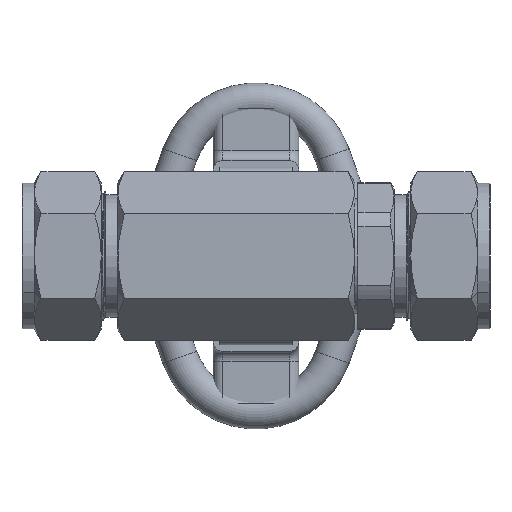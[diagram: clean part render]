
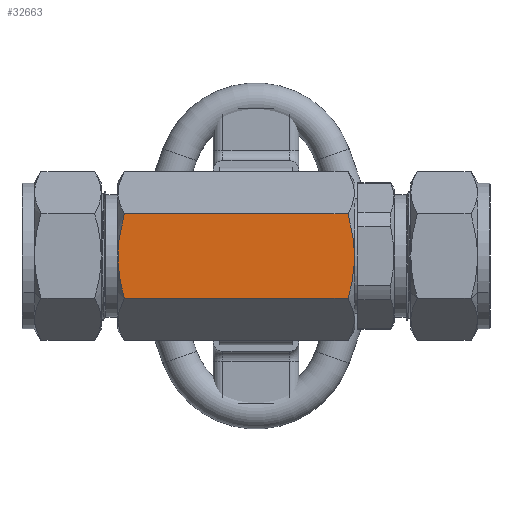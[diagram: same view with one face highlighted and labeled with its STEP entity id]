
A CAD part, front view. The second image highlights one B-rep face of the part: STEP entity #32663.
In plain terms, the highlighted planar face has unit normal (0, -1, 0).
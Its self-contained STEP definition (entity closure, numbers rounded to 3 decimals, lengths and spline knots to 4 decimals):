
#725 = B_SPLINE_CURVE_WITH_KNOTS ( 'NONE', 3,
 ( #4116, #4919, #3241, #3205, #3186, #3146, #3094, #3055, #3036, #2946, #2899, #2858, #2805, #2771 ),
 .UNSPECIFIED., .F., .F.,
 ( 4, 2, 2, 2, 2, 2, 4 ),
 ( 0.0486, 0.0542, 0.057, 0.0598, 0.0653, 0.0681, 0.0709 ),
 .UNSPECIFIED. ) ;
#2236 = CARTESIAN_POINT ( 'NONE',  ( 0.9401, -0.75, -0.433 ) ) ;
#2284 = CARTESIAN_POINT ( 'NONE',  ( 0.9503, -0.75, -0.3978 ) ) ;
#2293 = CARTESIAN_POINT ( 'NONE',  ( 0.9596, -0.75, -0.3622 ) ) ;
#2325 = CARTESIAN_POINT ( 'NONE',  ( 0.9762, -0.75, -0.2903 ) ) ;
#2337 = CARTESIAN_POINT ( 'NONE',  ( 0.9833, -0.75, -0.2542 ) ) ;
#2372 = CARTESIAN_POINT ( 'NONE',  ( 1.0008, -0.75, -0.1458 ) ) ;
#2423 = CARTESIAN_POINT ( 'NONE',  ( 1.0071, -0.75, -0.0731 ) ) ;
#2431 = CARTESIAN_POINT ( 'NONE',  ( 1.0071, -0.75, 0.0367 ) ) ;
#2459 = CARTESIAN_POINT ( 'NONE',  ( 1.0055, -0.75, 0.0735 ) ) ;
#2469 = CARTESIAN_POINT ( 'NONE',  ( 0.9994, -0.75, 0.1472 ) ) ;
#2509 = CARTESIAN_POINT ( 'NONE',  ( 0.9948, -0.75, 0.1837 ) ) ;
#2607 = CARTESIAN_POINT ( 'NONE',  ( 0.9772, -0.75, 0.2921 ) ) ;
#2771 = CARTESIAN_POINT ( 'NONE',  ( -1.3451, -0.75, -0.433 ) ) ;
#2805 = CARTESIAN_POINT ( 'NONE',  ( -1.3553, -0.75, -0.3978 ) ) ;
#2858 = CARTESIAN_POINT ( 'NONE',  ( -1.3646, -0.75, -0.3622 ) ) ;
#2899 = CARTESIAN_POINT ( 'NONE',  ( -1.3812, -0.75, -0.2903 ) ) ;
#2946 = CARTESIAN_POINT ( 'NONE',  ( -1.3883, -0.75, -0.2542 ) ) ;
#3036 = CARTESIAN_POINT ( 'NONE',  ( -1.4058, -0.75, -0.1458 ) ) ;
#3055 = CARTESIAN_POINT ( 'NONE',  ( -1.4121, -0.75, -0.0731 ) ) ;
#3094 = CARTESIAN_POINT ( 'NONE',  ( -1.4121, -0.75, 0.0367 ) ) ;
#3146 = CARTESIAN_POINT ( 'NONE',  ( -1.4105, -0.75, 0.0735 ) ) ;
#3186 = CARTESIAN_POINT ( 'NONE',  ( -1.4044, -0.75, 0.1472 ) ) ;
#3205 = CARTESIAN_POINT ( 'NONE',  ( -1.3998, -0.75, 0.1837 ) ) ;
#3241 = CARTESIAN_POINT ( 'NONE',  ( -1.3822, -0.75, 0.2921 ) ) ;
#3290 = CARTESIAN_POINT ( 'NONE',  ( 0.9401, -0.75, 0.433 ) ) ;
#3346 = CARTESIAN_POINT ( 'NONE',  ( 0.9603, -0.75, 0.363 ) ) ;
#4116 = CARTESIAN_POINT ( 'NONE',  ( -1.3451, -0.75, 0.433 ) ) ;
#4166 = DIRECTION ( 'NONE',  ( -1., 0., 0. ) ) ;
#4815 = CARTESIAN_POINT ( 'NONE',  ( 1.01, -0.75, 0.433 ) ) ;
#4851 = ORIENTED_EDGE ( 'NONE', *, *, #18895, .T. ) ;
#4919 = CARTESIAN_POINT ( 'NONE',  ( -1.3653, -0.75, 0.363 ) ) ;
#6221 = VERTEX_POINT ( 'NONE', #40215 ) ;
#6636 = CARTESIAN_POINT ( 'NONE',  ( -1.3451, -0.75, 0.433 ) ) ;
#9562 = DIRECTION ( 'NONE',  ( -1., 0., 0. ) ) ;
#9616 = CARTESIAN_POINT ( 'NONE',  ( 1.01, -0.75, -0.433 ) ) ;
#12421 = LINE ( 'NONE', #4815, #20833 ) ;
#16979 = B_SPLINE_CURVE_WITH_KNOTS ( 'NONE', 3,
 ( #3290, #3346, #2607, #2509, #2469, #2459, #2431, #2423, #2372, #2337, #2325, #2293, #2284, #2236 ),
 .UNSPECIFIED., .F., .F.,
 ( 4, 2, 2, 2, 2, 2, 4 ),
 ( 0.0486, 0.0542, 0.057, 0.0598, 0.0653, 0.0681, 0.0709 ),
 .UNSPECIFIED. ) ;
#17125 = ORIENTED_EDGE ( 'NONE', *, *, #18442, .F. ) ;
#18442 = EDGE_CURVE ( 'NONE', #6221, #29276, #28090, .T. ) ;
#18708 = VERTEX_POINT ( 'NONE', #6636 ) ;
#18895 = EDGE_CURVE ( 'NONE', #27183, #18708, #12421, .T. ) ;
#18910 = EDGE_CURVE ( 'NONE', #18708, #29276, #725, .T. ) ;
#18913 = EDGE_CURVE ( 'NONE', #27183, #6221, #16979, .T. ) ;
#19277 = VECTOR ( 'NONE', #9562, 39.3701 ) ;
#20504 = AXIS2_PLACEMENT_3D ( 'NONE', #27069, #27433, #26986 ) ;
#20833 = VECTOR ( 'NONE', #4166, 39.3701 ) ;
#20880 = EDGE_LOOP ( 'NONE', ( #4851, #26621, #17125, #40896 ) ) ;
#26621 = ORIENTED_EDGE ( 'NONE', *, *, #18910, .T. ) ;
#26986 = DIRECTION ( 'NONE',  ( 0., 0., 1. ) ) ;
#27069 = CARTESIAN_POINT ( 'NONE',  ( 1.01, -0.75, 0.433 ) ) ;
#27124 = PLANE ( 'NONE',  #20504 ) ;
#27183 = VERTEX_POINT ( 'NONE', #31359 ) ;
#27433 = DIRECTION ( 'NONE',  ( 0., 1., 0. ) ) ;
#28090 = LINE ( 'NONE', #9616, #19277 ) ;
#29276 = VERTEX_POINT ( 'NONE', #34912 ) ;
#31340 = FACE_OUTER_BOUND ( 'NONE', #20880, .T. ) ;
#31359 = CARTESIAN_POINT ( 'NONE',  ( 0.9401, -0.75, 0.433 ) ) ;
#32663 = ADVANCED_FACE ( 'NONE', ( #31340 ), #27124, .F. ) ;
#34912 = CARTESIAN_POINT ( 'NONE',  ( -1.3451, -0.75, -0.433 ) ) ;
#40215 = CARTESIAN_POINT ( 'NONE',  ( 0.9401, -0.75, -0.433 ) ) ;
#40896 = ORIENTED_EDGE ( 'NONE', *, *, #18913, .F. ) ;
